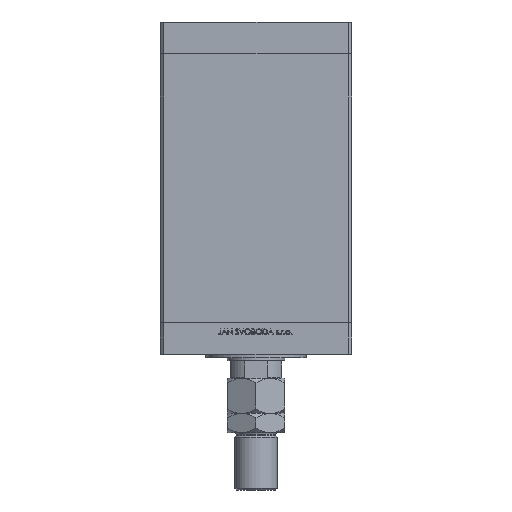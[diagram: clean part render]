
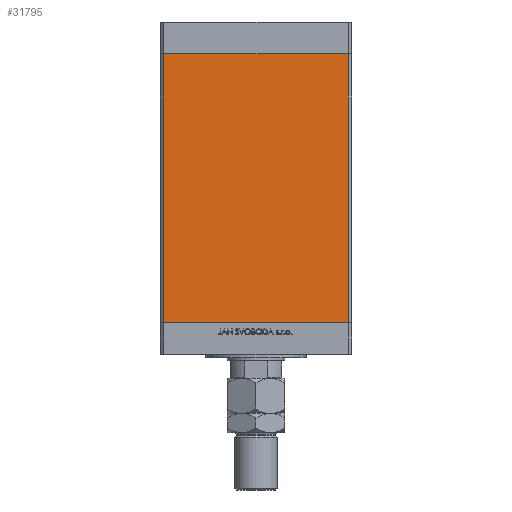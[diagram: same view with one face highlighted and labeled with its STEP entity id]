
A CAD part, front view. The second image highlights one B-rep face of the part: STEP entity #31795.
In plain terms, the highlighted planar face has unit normal (0, -1, 0).
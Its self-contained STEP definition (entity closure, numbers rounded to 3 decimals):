
#1596 = LINE ( 'NONE', #13322, #16599 ) ;
#1946 = VECTOR ( 'NONE', #28017, 1000. ) ;
#2629 = ORIENTED_EDGE ( 'NONE', *, *, #18414, .F. ) ;
#4735 = CARTESIAN_POINT ( 'NONE',  ( -58., -51., 168.5 ) ) ;
#5106 = CARTESIAN_POINT ( 'NONE',  ( -58., -51., 0. ) ) ;
#5703 = EDGE_LOOP ( 'NONE', ( #20704, #26234, #2629, #35872 ) ) ;
#6759 = EDGE_CURVE ( 'NONE', #31254, #53290, #1596, .T. ) ;
#7417 = DIRECTION ( 'NONE',  ( 0., 0., -1. ) ) ;
#13322 = CARTESIAN_POINT ( 'NONE',  ( 58., -51., 168.5 ) ) ;
#15229 = LINE ( 'NONE', #31822, #1946 ) ;
#15551 = DIRECTION ( 'NONE',  ( 0., 0., 1. ) ) ;
#16599 = VECTOR ( 'NONE', #30462, 1000. ) ;
#18414 = EDGE_CURVE ( 'NONE', #46885, #31254, #15229, .T. ) ;
#20704 = ORIENTED_EDGE ( 'NONE', *, *, #20763, .T. ) ;
#20763 = EDGE_CURVE ( 'NONE', #25398, #53290, #35059, .T. ) ;
#21725 = DIRECTION ( 'NONE',  ( 1., 0., 0. ) ) ;
#23711 = PLANE ( 'NONE',  #50988 ) ;
#25398 = VERTEX_POINT ( 'NONE', #29048 ) ;
#25799 = CARTESIAN_POINT ( 'NONE',  ( 58., -51., 0. ) ) ;
#26234 = ORIENTED_EDGE ( 'NONE', *, *, #6759, .F. ) ;
#28017 = DIRECTION ( 'NONE',  ( 1., 0., 0. ) ) ;
#29048 = CARTESIAN_POINT ( 'NONE',  ( -58., -51., 0. ) ) ;
#29161 = LINE ( 'NONE', #45216, #29327 ) ;
#29327 = VECTOR ( 'NONE', #7417, 1000. ) ;
#30462 = DIRECTION ( 'NONE',  ( 0., 0., -1. ) ) ;
#31254 = VERTEX_POINT ( 'NONE', #48053 ) ;
#31795 = ADVANCED_FACE ( 'NONE', ( #44107 ), #23711, .F. ) ;
#31822 = CARTESIAN_POINT ( 'NONE',  ( -58., -51., 168.5 ) ) ;
#32725 = EDGE_CURVE ( 'NONE', #46885, #25398, #29161, .T. ) ;
#35059 = LINE ( 'NONE', #5106, #48997 ) ;
#35872 = ORIENTED_EDGE ( 'NONE', *, *, #32725, .T. ) ;
#44107 = FACE_OUTER_BOUND ( 'NONE', #5703, .T. ) ;
#44380 = DIRECTION ( 'NONE',  ( 0., 1., 0. ) ) ;
#45216 = CARTESIAN_POINT ( 'NONE',  ( -58., -51., 168.5 ) ) ;
#46885 = VERTEX_POINT ( 'NONE', #4735 ) ;
#48053 = CARTESIAN_POINT ( 'NONE',  ( 58., -51., 168.5 ) ) ;
#48997 = VECTOR ( 'NONE', #21725, 1000. ) ;
#50988 = AXIS2_PLACEMENT_3D ( 'NONE', #52803, #44380, #15551 ) ;
#52803 = CARTESIAN_POINT ( 'NONE',  ( -58., -51., 168.5 ) ) ;
#53290 = VERTEX_POINT ( 'NONE', #25799 ) ;
